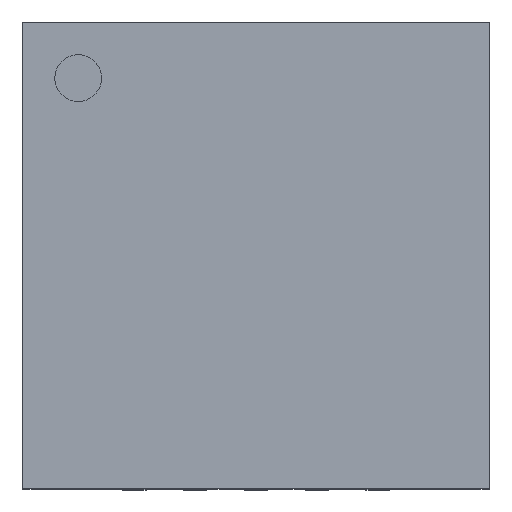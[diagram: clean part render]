
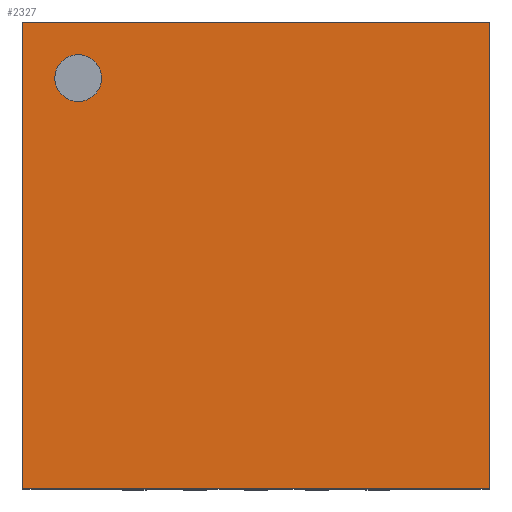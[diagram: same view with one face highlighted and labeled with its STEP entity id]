
A CAD part, top view. The second image highlights one B-rep face of the part: STEP entity #2327.
In plain terms, the highlighted planar face has unit normal (0, 0, 1).
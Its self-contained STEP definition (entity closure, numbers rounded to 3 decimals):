
#12=DIRECTION('',(0.,0.,1.));
#98=DIRECTION('',(0.,0.,-1.));
#153=VECTOR('',#154,1.);
#154=DIRECTION('',(1.,0.,0.));
#160=VECTOR('',#161,1.);
#161=DIRECTION('',(0.,-1.,0.));
#668=EDGE_CURVE('',#669,#671,#673,.T.);
#669=VERTEX_POINT('',#670);
#670=CARTESIAN_POINT('',(-2.49,-2.49,0.77));
#671=VERTEX_POINT('',#672);
#672=CARTESIAN_POINT('',(2.49,-2.49,0.77));
#673=LINE('',#670,#153);
#761=ORIENTED_EDGE('',*,*,#762,.F.);
#762=EDGE_CURVE('',#763,#765,#767,.T.);
#763=VERTEX_POINT('',#764);
#764=CARTESIAN_POINT('',(-2.49,2.49,0.77));
#765=VERTEX_POINT('',#766);
#766=CARTESIAN_POINT('',(2.49,2.49,0.77));
#767=LINE('',#764,#153);
#867=ORIENTED_EDGE('',*,*,#868,.T.);
#868=EDGE_CURVE('',#763,#669,#869,.T.);
#869=LINE('',#764,#160);
#1605=EDGE_CURVE('',#765,#671,#1606,.T.);
#1606=LINE('',#766,#160);
#2327=ADVANCED_FACE('',(#2328,#2332),#2342,.T.);
#2328=FACE_BOUND('',#2329,.T.);
#2329=EDGE_LOOP('',(#761,#867,#2330,#2331));
#2330=ORIENTED_EDGE('',*,*,#668,.T.);
#2331=ORIENTED_EDGE('',*,*,#1605,.F.);
#2332=FACE_BOUND('',#2333,.T.);
#2333=EDGE_LOOP('',(#2334));
#2334=ORIENTED_EDGE('',*,*,#2335,.T.);
#2335=EDGE_CURVE('',#2336,#2336,#2338,.T.);
#2336=VERTEX_POINT('',#2337);
#2337=CARTESIAN_POINT('',(-1.9,1.65,0.77));
#2338=CIRCLE('',#2339,0.25);
#2339=AXIS2_PLACEMENT_3D('',#2340,#98,#2341);
#2340=CARTESIAN_POINT('',(-1.9,1.9,0.77));
#2341=DIRECTION('',(0.,-1.,0.));
#2342=PLANE('',#2343);
#2343=AXIS2_PLACEMENT_3D('',#764,#12,#161);
